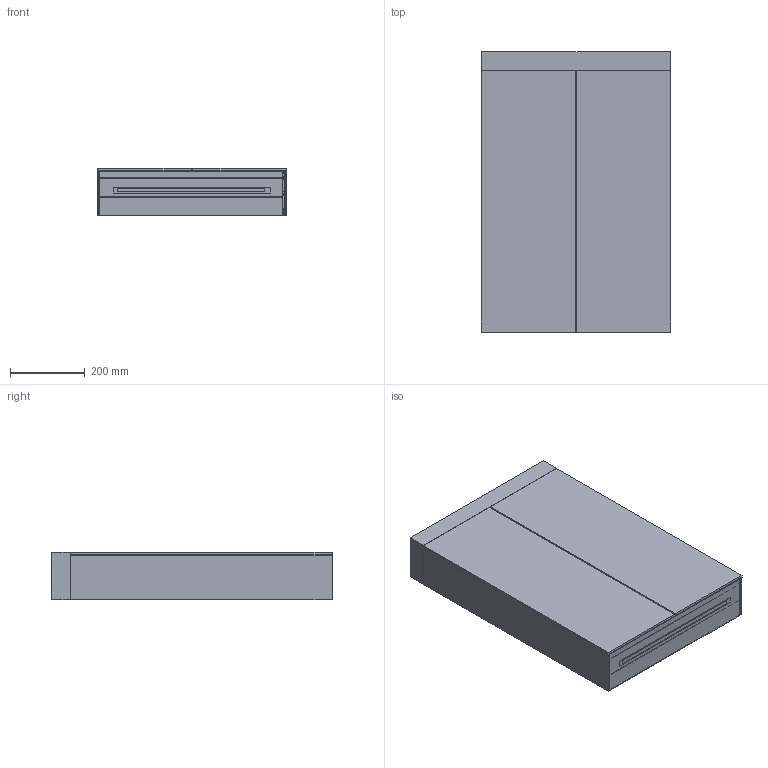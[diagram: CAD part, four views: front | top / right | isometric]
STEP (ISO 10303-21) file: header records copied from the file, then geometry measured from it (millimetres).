
FILE_DESCRIPTION((''),'2;1');
FILE_NAME('MLA5070_ASM','2019-02-14T',('Administrator'),(''),'PRO/ENGINEER BY PARAMETRIC TECHNOLOGY CORPORATION, 2010480','PRO/ENGINEER BY PARAMETRIC TECHNOLOGY CORPORATION, 2010480','');
FILE_SCHEMA(('CONFIG_CONTROL_DESIGN'));
Products named in the file (22): MSBR-23; MSBR-21; MSBR-20; MSBR-19; MSBR-18; MSBR-17; MSBR-16; MSBR-15; MSBR-14; MSBR-13; MSBR-12; MSBR-11; MSBR-10; MSBR-9; MSBR-8; MSBR-7; MSBR-6; MSBR-4; MSBR-3; MSBR-2; MSBR-1; MLA5070_ASM
Assembly tree (21 placements, depth 2):
  MLA5070_ASM
    MSBR-23
    MSBR-21
    MSBR-20
    MSBR-19
    MSBR-18
    MSBR-17
    MSBR-16
    MSBR-15
    MSBR-14
    MSBR-13
    MSBR-12
    MSBR-11
    MSBR-10
    MSBR-9
    MSBR-8
    MSBR-7
    MSBR-6
    MSBR-4
    MSBR-3
    MSBR-2
    MSBR-1
Bounding box: 506 x 751 x 128 mm (x, y, z)
Volume: 6900750.7 mm3; surface area: 4436856.4 mm2
Topology: 21 solids, 21 shells, 3265 faces, 8069 edges, 5406 vertices
Faces by surface type: plane 3159, cylinder 106
Entity records: 95408 total; most frequent: CARTESIAN_POINT 16783, ORIENTED_EDGE 16138, DIRECTION 14945, EDGE_CURVE 8069, VECTOR 7809, LINE 7809, VERTEX_POINT 5406, EDGE_LOOP 3849
